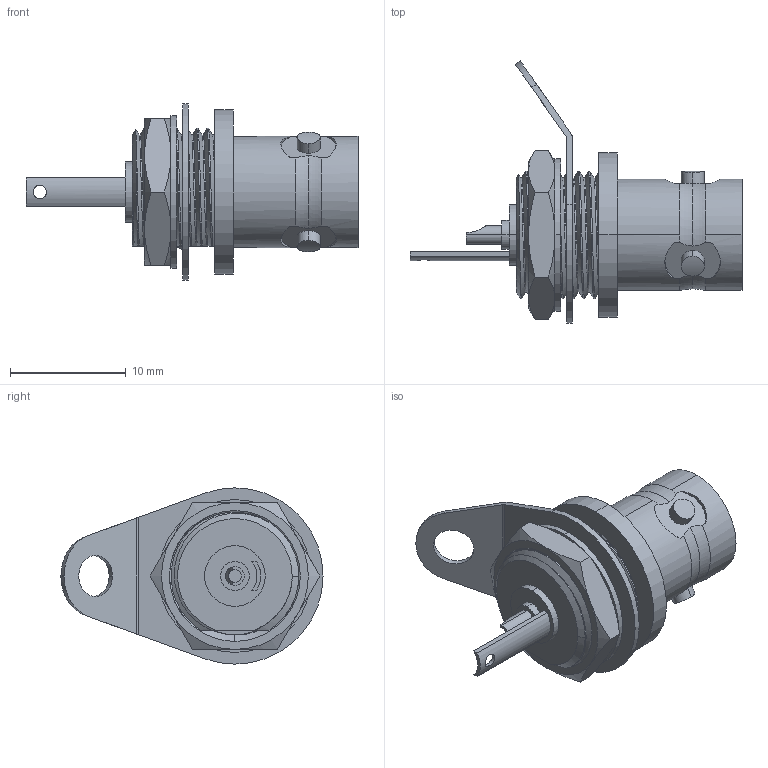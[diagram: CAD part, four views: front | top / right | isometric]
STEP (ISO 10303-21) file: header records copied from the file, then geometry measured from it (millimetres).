
FILE_DESCRIPTION (( 'STEP AP214' ), '1' );
FILE_NAME ('FMCN10-06581_3D.step', '2023-03-17T12:50:46', ( '' ), ( '' ), 'SwSTEP 2.0', 'SolidWorks 2022', '' );
FILE_SCHEMA (( 'AUTOMOTIVE_DESIGN' ));
Length unit declared in the file: inch
Products named in the file (6): 10-06581-MA4; 10-06581-MA2; 10-06581-MA3; FMCN10-06581_3D; 10-06581-MA5; 10-06581-MA1
Assembly tree (5 placements, depth 2):
  FMCN10-06581_3D
    10-06581-MA1
    10-06581-MA4
    10-06581-MA2
    10-06581-MA3
    10-06581-MA5
Bounding box: 28.7 x 22.66 x 15.24 mm (x, y, z)
Volume: 1440.5 mm3; surface area: 2571.6 mm2
Topology: 5 solids, 5 shells, 288 faces, 754 edges, 490 vertices
Faces by surface type: cylinder 111, plane 92, cone 46, bspline 31, torus 8
Entity records: 19839 total; most frequent: CARTESIAN_POINT 12442, ORIENTED_EDGE 1504, DIRECTION 1310, EDGE_CURVE 752, AXIS2_PLACEMENT_3D 503, VERTEX_POINT 490, EDGE_LOOP 314, VECTOR 304
